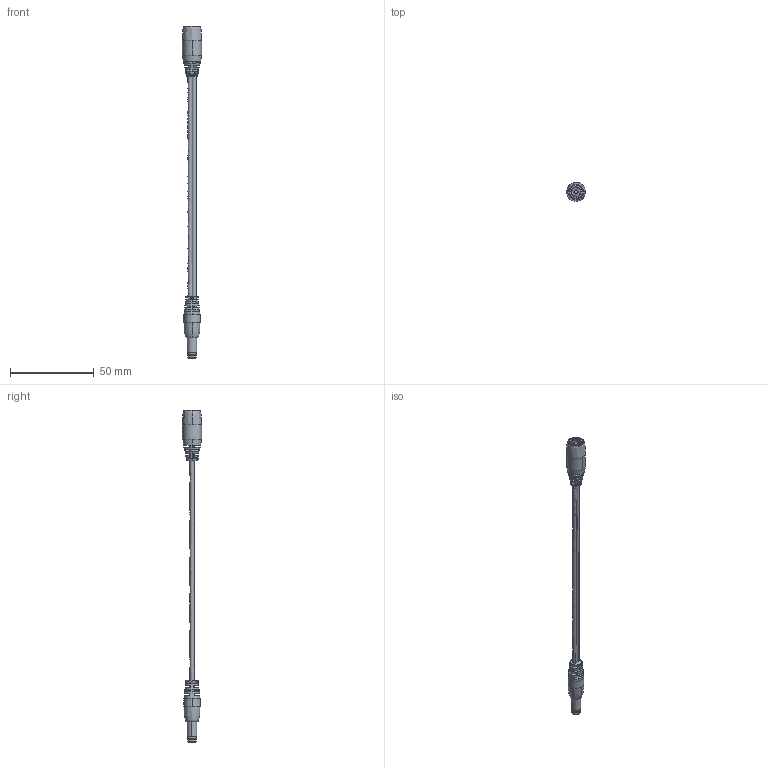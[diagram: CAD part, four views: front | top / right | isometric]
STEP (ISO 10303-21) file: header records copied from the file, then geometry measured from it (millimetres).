
FILE_DESCRIPTION (( 'STEP AP203' ), '1' );
FILE_NAME ('10-02391.STEP', '2016-11-29T19:39:16', ( '' ), ( '' ), 'SwSTEP 2.0', 'SolidWorks 2015', '' );
FILE_SCHEMA (( 'CONFIG_CONTROL_DESIGN' ));
Length unit declared in the file: millimetre
Products named in the file (13): 50-00027 insulator; 24-00003; 50-00027 contact; 50-00026 contact; 50-00026 shell; 50-00027 pin; 24-00004; 50-00026 insulator; 50-00026; 50-00027; 10-02391; 30-00440_blunt cut; 50-00027 shell
Assembly tree (12 placements, depth 3):
  10-02391
    30-00440_blunt cut
    24-00003
    24-00004
    50-00026
      50-00026 shell
      50-00026 contact
      50-00026 insulator
    50-00027
      50-00027 shell
      50-00027 insulator
      50-00027 pin
      50-00027 contact
Bounding box: 11.4 x 11.4 x 198.74 mm (x, y, z)
Volume: 5637.4 mm3; surface area: 14077.3 mm2
Topology: 71 solids, 71 shells, 919 faces, 2142 edges, 1379 vertices
Faces by surface type: plane 343, cylinder 257, bspline 218, torus 60, cone 41
Entity records: 33679 total; most frequent: CARTESIAN_POINT 12752, ORIENTED_EDGE 4280, DIRECTION 3662, EDGE_CURVE 2140, AXIS2_PLACEMENT_3D 1489, VERTEX_POINT 1379, EDGE_LOOP 967, FACE_OUTER_BOUND 919
